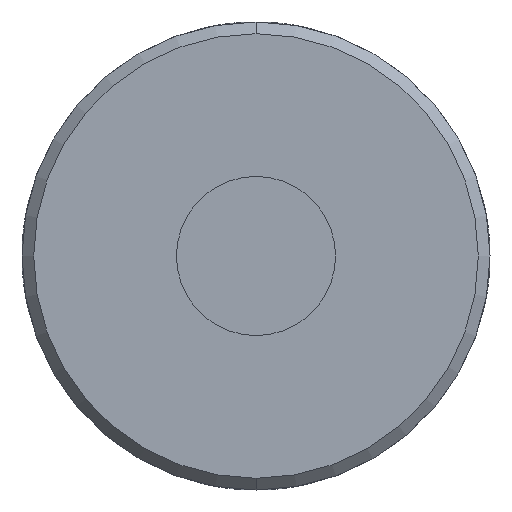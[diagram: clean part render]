
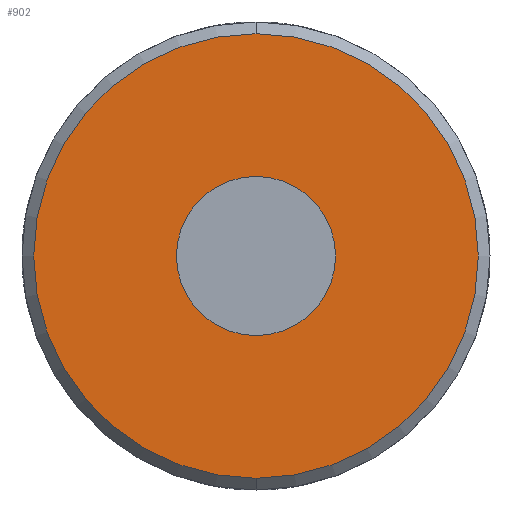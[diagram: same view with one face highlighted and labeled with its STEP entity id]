
A CAD part, front view. The second image highlights one B-rep face of the part: STEP entity #902.
In plain terms, the highlighted planar face has unit normal (0, -1, 0).
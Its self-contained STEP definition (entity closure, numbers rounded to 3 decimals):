
#25 = DIRECTION ( 'NONE',  ( 0., 0., 1. ) ) ;
#73 = ORIENTED_EDGE ( 'NONE', *, *, #978, .F. ) ;
#209 = CIRCLE ( 'NONE', #1290, 3.4 ) ;
#215 = EDGE_CURVE ( 'NONE', #402, #435, #1245, .T. ) ;
#275 = DIRECTION ( 'NONE',  ( 0., 0., -1. ) ) ;
#317 = ORIENTED_EDGE ( 'NONE', *, *, #671, .T. ) ;
#363 = CIRCLE ( 'NONE', #1824, 9.5 ) ;
#401 = DIRECTION ( 'NONE',  ( 0., -1., 0. ) ) ;
#402 = VERTEX_POINT ( 'NONE', #938 ) ;
#404 = ORIENTED_EDGE ( 'NONE', *, *, #1026, .F. ) ;
#410 = CARTESIAN_POINT ( 'NONE',  ( 0., 0., 0. ) ) ;
#435 = VERTEX_POINT ( 'NONE', #1423 ) ;
#516 = DIRECTION ( 'NONE',  ( 0., 1., 0. ) ) ;
#528 = PLANE ( 'NONE',  #1387 ) ;
#573 = CARTESIAN_POINT ( 'NONE',  ( 0., 0., 0. ) ) ;
#657 = FACE_OUTER_BOUND ( 'NONE', #935, .T. ) ;
#671 = EDGE_CURVE ( 'NONE', #435, #402, #363, .T. ) ;
#754 = CARTESIAN_POINT ( 'NONE',  ( 0., 0., 3.4 ) ) ;
#782 = VERTEX_POINT ( 'NONE', #754 ) ;
#902 = ADVANCED_FACE ( 'NONE', ( #1696, #657 ), #528, .F. ) ;
#914 = CARTESIAN_POINT ( 'NONE',  ( 0., 0., -3.4 ) ) ;
#918 = ORIENTED_EDGE ( 'NONE', *, *, #215, .T. ) ;
#935 = EDGE_LOOP ( 'NONE', ( #317, #918 ) ) ;
#938 = CARTESIAN_POINT ( 'NONE',  ( 0., 0., -9.5 ) ) ;
#978 = EDGE_CURVE ( 'NONE', #1407, #782, #209, .T. ) ;
#995 = AXIS2_PLACEMENT_3D ( 'NONE', #1266, #1839, #1853 ) ;
#1026 = EDGE_CURVE ( 'NONE', #782, #1407, #1695, .T. ) ;
#1185 = DIRECTION ( 'NONE',  ( 0., -1., 0. ) ) ;
#1245 = CIRCLE ( 'NONE', #995, 9.5 ) ;
#1252 = CARTESIAN_POINT ( 'NONE',  ( 0., 0., 0. ) ) ;
#1266 = CARTESIAN_POINT ( 'NONE',  ( 0., 0., 0. ) ) ;
#1290 = AXIS2_PLACEMENT_3D ( 'NONE', #410, #1717, #275 ) ;
#1357 = CARTESIAN_POINT ( 'NONE',  ( 0., 0., 0. ) ) ;
#1387 = AXIS2_PLACEMENT_3D ( 'NONE', #1252, #516, #1703 ) ;
#1407 = VERTEX_POINT ( 'NONE', #914 ) ;
#1423 = CARTESIAN_POINT ( 'NONE',  ( 0., 0., 9.5 ) ) ;
#1542 = EDGE_LOOP ( 'NONE', ( #73, #404 ) ) ;
#1581 = DIRECTION ( 'NONE',  ( 0., 0., -1. ) ) ;
#1695 = CIRCLE ( 'NONE', #1820, 3.4 ) ;
#1696 = FACE_BOUND ( 'NONE', #1542, .T. ) ;
#1703 = DIRECTION ( 'NONE',  ( 0., 0., 1. ) ) ;
#1717 = DIRECTION ( 'NONE',  ( 0., -1., 0. ) ) ;
#1820 = AXIS2_PLACEMENT_3D ( 'NONE', #573, #401, #1581 ) ;
#1824 = AXIS2_PLACEMENT_3D ( 'NONE', #1357, #1185, #25 ) ;
#1839 = DIRECTION ( 'NONE',  ( 0., -1., 0. ) ) ;
#1853 = DIRECTION ( 'NONE',  ( 0., 0., 1. ) ) ;
